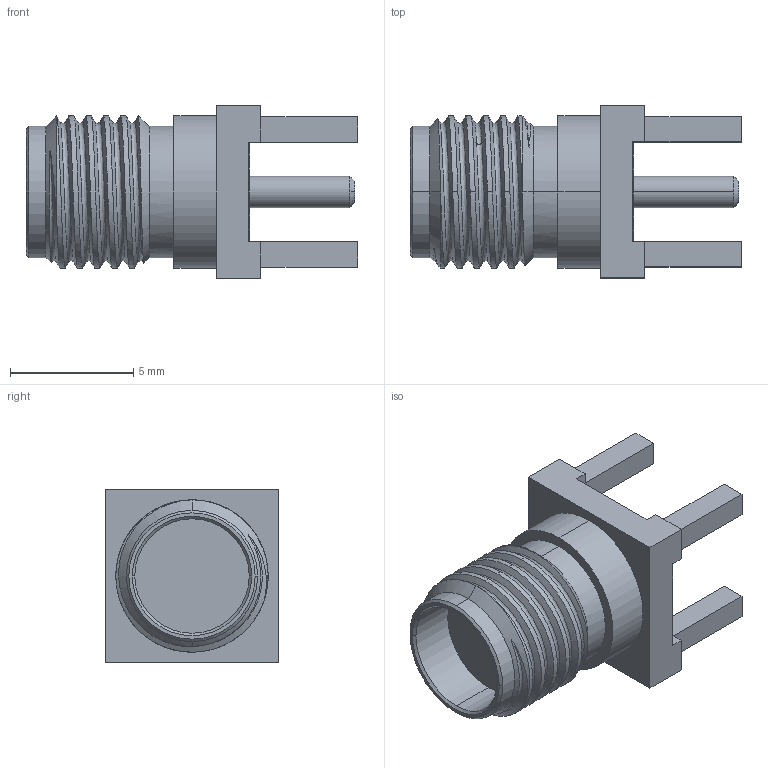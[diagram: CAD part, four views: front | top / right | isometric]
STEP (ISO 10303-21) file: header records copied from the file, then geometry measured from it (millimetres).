
FILE_DESCRIPTION (( 'STEP AP214' ), '1' );
FILE_NAME ('SMA_132134.STEP', '2018-01-30T17:18:34', ( '' ), ( '' ), 'SwSTEP 2.0', 'SolidWorks 2018', '' );
FILE_SCHEMA (( 'AUTOMOTIVE_DESIGN' ));
Length unit declared in the file: millimetre
Products named in the file (1): SMA_132134
Bounding box: 13.47 x 7 x 7 mm (x, y, z)
Volume: 366.3 mm3; surface area: 713.2 mm2
Topology: 5 solids, 5 shells, 140 faces, 370 edges, 247 vertices
Faces by surface type: plane 54, cylinder 49, cone 31, bspline 6
Entity records: 7550 total; most frequent: CARTESIAN_POINT 2518, ORIENTED_EDGE 736, DIRECTION 669, EDGE_CURVE 368, VERTEX_POINT 247, AXIS2_PLACEMENT_3D 245, VECTOR 179, LINE 179
